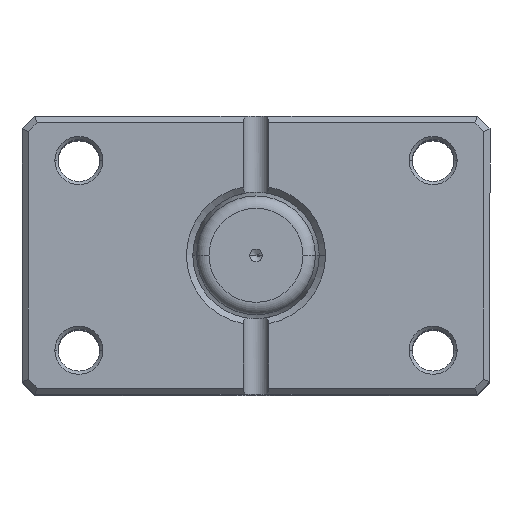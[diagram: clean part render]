
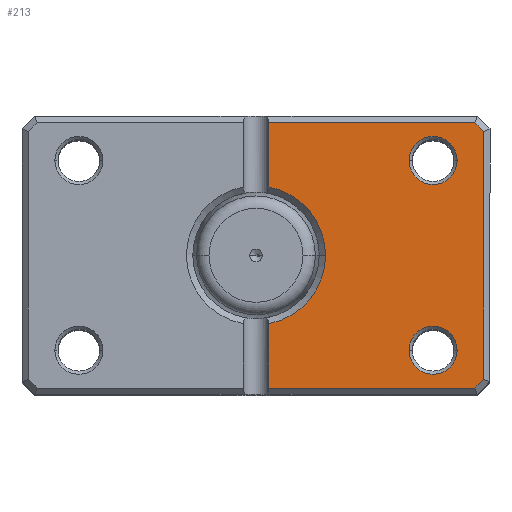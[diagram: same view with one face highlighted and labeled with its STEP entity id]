
A CAD part, top view. The second image highlights one B-rep face of the part: STEP entity #213.
In plain terms, the highlighted face is planar.
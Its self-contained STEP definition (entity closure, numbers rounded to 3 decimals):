
#34 = CIRCLE ( 'NONE', #1250, 3.8 ) ;
#43 = ORIENTED_EDGE ( 'NONE', *, *, #1961, .T. ) ;
#86 = CARTESIAN_POINT ( 'NONE',  ( -34.586, 21., 0. ) ) ;
#172 = DIRECTION ( 'NONE',  ( 1., 0., 0. ) ) ;
#213 = ADVANCED_FACE ( 'NONE', ( #1844, #2015, #495 ), #2884, .F. ) ;
#228 = AXIS2_PLACEMENT_3D ( 'NONE', #1887, #5694, #5649 ) ;
#257 = CIRCLE ( 'NONE', #2482, 3.8 ) ;
#495 = FACE_OUTER_BOUND ( 'NONE', #2065, .T. ) ;
#521 = DIRECTION ( 'NONE',  ( 0., 0., 1. ) ) ;
#744 = DIRECTION ( 'NONE',  ( 1., 0., 0. ) ) ;
#748 = EDGE_CURVE ( 'NONE', #6493, #4198, #6201, .T. ) ;
#783 = EDGE_LOOP ( 'NONE', ( #5246, #2665 ) ) ;
#855 = EDGE_LOOP ( 'NONE', ( #3855, #3056 ) ) ;
#1054 = VECTOR ( 'NONE', #5818, 1000. ) ;
#1055 = ORIENTED_EDGE ( 'NONE', *, *, #1150, .T. ) ;
#1080 = CARTESIAN_POINT ( 'NONE',  ( -2., -21., 0. ) ) ;
#1102 = VERTEX_POINT ( 'NONE', #6370 ) ;
#1150 = EDGE_CURVE ( 'NONE', #5912, #3303, #4204, .T. ) ;
#1205 = CARTESIAN_POINT ( 'NONE',  ( -2., 21., 0. ) ) ;
#1250 = AXIS2_PLACEMENT_3D ( 'NONE', #4493, #1445, #4987 ) ;
#1334 = DIRECTION ( 'NONE',  ( 0.707, 0.707, 0. ) ) ;
#1397 = CARTESIAN_POINT ( 'NONE',  ( -24.2, 15., 0. ) ) ;
#1415 = DIRECTION ( 'NONE',  ( 0., -1., 0. ) ) ;
#1445 = DIRECTION ( 'NONE',  ( 0., 0., 1. ) ) ;
#1501 = CARTESIAN_POINT ( 'NONE',  ( 0., -21., 0. ) ) ;
#1609 = DIRECTION ( 'NONE',  ( 1., 0., 0. ) ) ;
#1630 = DIRECTION ( 'NONE',  ( 0., 0., 1. ) ) ;
#1679 = CIRCLE ( 'NONE', #3668, 11. ) ;
#1714 = EDGE_CURVE ( 'NONE', #4198, #1766, #6192, .T. ) ;
#1766 = VERTEX_POINT ( 'NONE', #4982 ) ;
#1781 = CARTESIAN_POINT ( 'NONE',  ( 0., 0., 0. ) ) ;
#1843 = CARTESIAN_POINT ( 'NONE',  ( -31.8, 15., 0. ) ) ;
#1844 = FACE_BOUND ( 'NONE', #783, .T. ) ;
#1871 = EDGE_CURVE ( 'NONE', #5949, #5058, #4689, .T. ) ;
#1887 = CARTESIAN_POINT ( 'NONE',  ( -28., -15., 0. ) ) ;
#1961 = EDGE_CURVE ( 'NONE', #1766, #5912, #1679, .T. ) ;
#1979 = CARTESIAN_POINT ( 'NONE',  ( -2., 22., 0. ) ) ;
#2015 = FACE_BOUND ( 'NONE', #855, .T. ) ;
#2048 = DIRECTION ( 'NONE',  ( 1., 0., 0. ) ) ;
#2065 = EDGE_LOOP ( 'NONE', ( #6012, #43, #1055, #3775, #5090, #3613, #5855, #5557, #3150 ) ) ;
#2335 = CARTESIAN_POINT ( 'NONE',  ( -27.793, -27.793, 0. ) ) ;
#2350 = DIRECTION ( 'NONE',  ( 0., -1., 0. ) ) ;
#2394 = VECTOR ( 'NONE', #2048, 1000. ) ;
#2455 = VERTEX_POINT ( 'NONE', #3522 ) ;
#2464 = EDGE_CURVE ( 'NONE', #2998, #2455, #4056, .T. ) ;
#2482 = AXIS2_PLACEMENT_3D ( 'NONE', #4143, #4119, #4097 ) ;
#2623 = EDGE_CURVE ( 'NONE', #6236, #1102, #4691, .T. ) ;
#2665 = ORIENTED_EDGE ( 'NONE', *, *, #5176, .T. ) ;
#2718 = LINE ( 'NONE', #6260, #5073 ) ;
#2724 = VECTOR ( 'NONE', #1334, 1000. ) ;
#2766 = EDGE_CURVE ( 'NONE', #3303, #5949, #2718, .T. ) ;
#2787 = CARTESIAN_POINT ( 'NONE',  ( 0., 0., 0. ) ) ;
#2884 = PLANE ( 'NONE',  #5657 ) ;
#2946 = EDGE_CURVE ( 'NONE', #5785, #6111, #257, .T. ) ;
#2998 = VERTEX_POINT ( 'NONE', #3102 ) ;
#3007 = DIRECTION ( 'NONE',  ( 0., 1., 0. ) ) ;
#3027 = DIRECTION ( 'NONE',  ( -1., 0., 0. ) ) ;
#3056 = ORIENTED_EDGE ( 'NONE', *, *, #2946, .T. ) ;
#3069 = CIRCLE ( 'NONE', #6048, 3.8 ) ;
#3102 = CARTESIAN_POINT ( 'NONE',  ( -36., -19.586, 0. ) ) ;
#3150 = ORIENTED_EDGE ( 'NONE', *, *, #748, .T. ) ;
#3217 = DIRECTION ( 'NONE',  ( 0., 0., 1. ) ) ;
#3303 = VERTEX_POINT ( 'NONE', #6300 ) ;
#3475 = CARTESIAN_POINT ( 'NONE',  ( -36., 0., 0. ) ) ;
#3522 = CARTESIAN_POINT ( 'NONE',  ( -36., 19.586, 0. ) ) ;
#3550 = CARTESIAN_POINT ( 'NONE',  ( 0., 21., 0. ) ) ;
#3573 = VECTOR ( 'NONE', #1415, 1000. ) ;
#3613 = ORIENTED_EDGE ( 'NONE', *, *, #6132, .T. ) ;
#3622 = CARTESIAN_POINT ( 'NONE',  ( -11., 0., 0. ) ) ;
#3668 = AXIS2_PLACEMENT_3D ( 'NONE', #1781, #521, #744 ) ;
#3775 = ORIENTED_EDGE ( 'NONE', *, *, #2766, .T. ) ;
#3855 = ORIENTED_EDGE ( 'NONE', *, *, #4330, .T. ) ;
#4056 = LINE ( 'NONE', #3475, #5376 ) ;
#4072 = LINE ( 'NONE', #4386, #2724 ) ;
#4097 = DIRECTION ( 'NONE',  ( 1., 0., 0. ) ) ;
#4119 = DIRECTION ( 'NONE',  ( 0., 0., 1. ) ) ;
#4143 = CARTESIAN_POINT ( 'NONE',  ( -28., 15., 0. ) ) ;
#4198 = VERTEX_POINT ( 'NONE', #1205 ) ;
#4204 = CIRCLE ( 'NONE', #6152, 11. ) ;
#4281 = EDGE_CURVE ( 'NONE', #2455, #6493, #4072, .T. ) ;
#4330 = EDGE_CURVE ( 'NONE', #6111, #5785, #34, .T. ) ;
#4386 = CARTESIAN_POINT ( 'NONE',  ( -27.793, 27.793, 0. ) ) ;
#4493 = CARTESIAN_POINT ( 'NONE',  ( -28., 15., 0. ) ) ;
#4689 = LINE ( 'NONE', #1501, #6293 ) ;
#4691 = CIRCLE ( 'NONE', #228, 3.8 ) ;
#4913 = CARTESIAN_POINT ( 'NONE',  ( 0., 0., 0. ) ) ;
#4933 = DIRECTION ( 'NONE',  ( 0., 0., 1. ) ) ;
#4970 = DIRECTION ( 'NONE',  ( 1., 0., 0. ) ) ;
#4982 = CARTESIAN_POINT ( 'NONE',  ( -2., 10.817, 0. ) ) ;
#4987 = DIRECTION ( 'NONE',  ( 1., 0., 0. ) ) ;
#5058 = VERTEX_POINT ( 'NONE', #5118 ) ;
#5073 = VECTOR ( 'NONE', #2350, 1000. ) ;
#5090 = ORIENTED_EDGE ( 'NONE', *, *, #1871, .T. ) ;
#5118 = CARTESIAN_POINT ( 'NONE',  ( -34.586, -21., 0. ) ) ;
#5176 = EDGE_CURVE ( 'NONE', #1102, #6236, #3069, .T. ) ;
#5246 = ORIENTED_EDGE ( 'NONE', *, *, #2623, .T. ) ;
#5376 = VECTOR ( 'NONE', #3007, 1000. ) ;
#5557 = ORIENTED_EDGE ( 'NONE', *, *, #4281, .T. ) ;
#5649 = DIRECTION ( 'NONE',  ( 1., 0., 0. ) ) ;
#5657 = AXIS2_PLACEMENT_3D ( 'NONE', #2787, #1630, #1609 ) ;
#5694 = DIRECTION ( 'NONE',  ( 0., 0., 1. ) ) ;
#5785 = VERTEX_POINT ( 'NONE', #1397 ) ;
#5818 = DIRECTION ( 'NONE',  ( -0.707, 0.707, 0. ) ) ;
#5855 = ORIENTED_EDGE ( 'NONE', *, *, #2464, .T. ) ;
#5912 = VERTEX_POINT ( 'NONE', #3622 ) ;
#5949 = VERTEX_POINT ( 'NONE', #1080 ) ;
#6012 = ORIENTED_EDGE ( 'NONE', *, *, #1714, .T. ) ;
#6048 = AXIS2_PLACEMENT_3D ( 'NONE', #6178, #3217, #172 ) ;
#6111 = VERTEX_POINT ( 'NONE', #1843 ) ;
#6132 = EDGE_CURVE ( 'NONE', #5058, #2998, #6225, .T. ) ;
#6152 = AXIS2_PLACEMENT_3D ( 'NONE', #4913, #4933, #4970 ) ;
#6178 = CARTESIAN_POINT ( 'NONE',  ( -28., -15., 0. ) ) ;
#6192 = LINE ( 'NONE', #1979, #3573 ) ;
#6201 = LINE ( 'NONE', #3550, #2394 ) ;
#6225 = LINE ( 'NONE', #2335, #1054 ) ;
#6236 = VERTEX_POINT ( 'NONE', #6397 ) ;
#6260 = CARTESIAN_POINT ( 'NONE',  ( -2., 22., 0. ) ) ;
#6293 = VECTOR ( 'NONE', #3027, 1000. ) ;
#6300 = CARTESIAN_POINT ( 'NONE',  ( -2., -10.817, 0. ) ) ;
#6370 = CARTESIAN_POINT ( 'NONE',  ( -24.2, -15., 0. ) ) ;
#6397 = CARTESIAN_POINT ( 'NONE',  ( -31.8, -15., 0. ) ) ;
#6493 = VERTEX_POINT ( 'NONE', #86 ) ;
